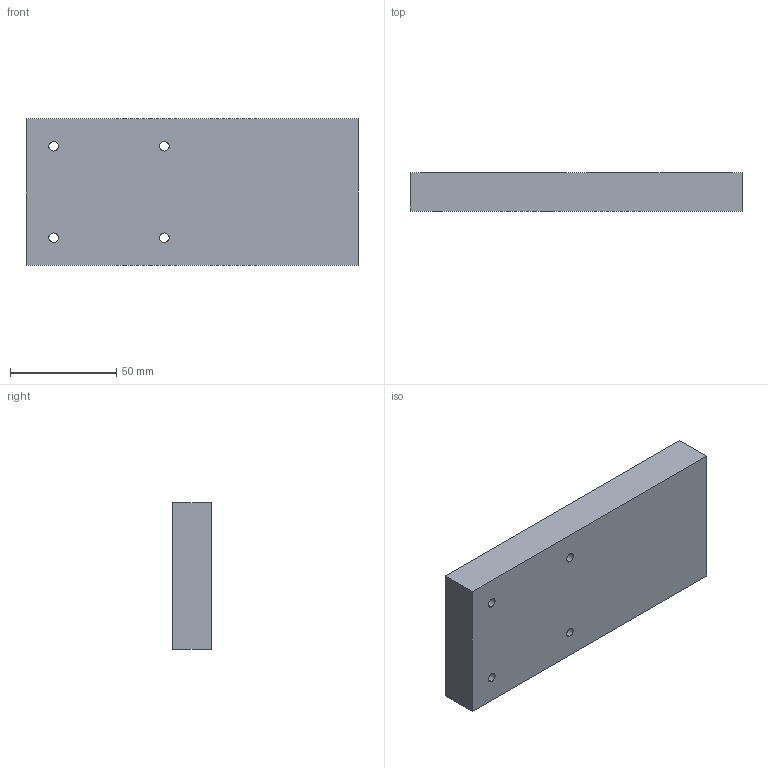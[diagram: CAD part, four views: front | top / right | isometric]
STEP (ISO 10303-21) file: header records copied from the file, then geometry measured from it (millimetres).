
FILE_DESCRIPTION (( 'STEP AP203' ), '1' );
FILE_NAME ('heart_design.STEP', '2022-03-30T09:08:08', ( '' ), ( '' ), 'SwSTEP 2.0', 'SolidWorks 2020', '' );
FILE_SCHEMA (( 'CONFIG_CONTROL_DESIGN' ));
Length unit declared in the file: millimetre
Products named in the file (1): heart_design
Bounding box: 156 x 18 x 69 mm (x, y, z)
Volume: 107354.2 mm3; surface area: 37834.2 mm2
Topology: 1 solids, 1 shells, 70 faces, 180 edges, 106 vertices
Faces by surface type: plane 26, cone 16, cylinder 16, bspline 12
Entity records: 2289 total; most frequent: CARTESIAN_POINT 605, ORIENTED_EDGE 336, DIRECTION 322, EDGE_CURVE 168, AXIS2_PLACEMENT_3D 119, VERTEX_POINT 106, LINE 84, VECTOR 84
